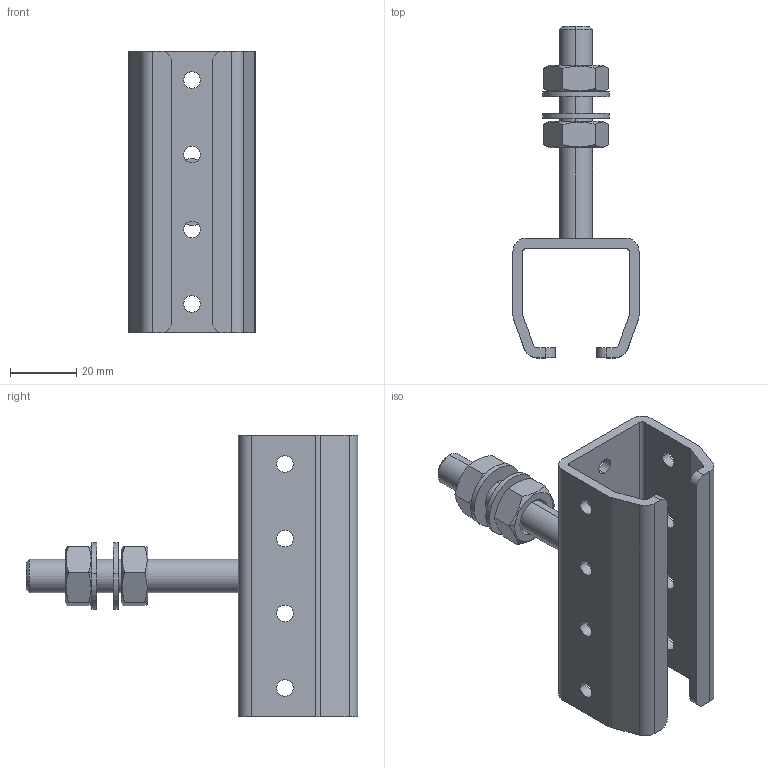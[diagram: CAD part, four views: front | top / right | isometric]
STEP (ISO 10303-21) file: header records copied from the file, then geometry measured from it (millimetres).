
FILE_DESCRIPTION (( 'STEP AP203' ), '1' );
FILE_NAME ('1.21.B11.STEP', '2017-02-10T13:47:43', ( '' ), ( '' ), 'SwSTEP 2.0', 'SolidWorks 2016', '' );
FILE_SCHEMA (( 'CONFIG_CONTROL_DESIGN' ));
Length unit declared in the file: millimetre
Products named in the file (1): 1.21.B11
Bounding box: 38 x 100 x 85 mm (x, y, z)
Volume: 36872.6 mm3; surface area: 26226 mm2
Topology: 6 solids, 6 shells, 132 faces, 350 edges, 230 vertices
Faces by surface type: cylinder 68, plane 40, cone 18, bspline 6
Entity records: 11027 total; most frequent: CARTESIAN_POINT 7713, ORIENTED_EDGE 700, DIRECTION 642, EDGE_CURVE 350, AXIS2_PLACEMENT_3D 249, VERTEX_POINT 230, EDGE_LOOP 164, VECTOR 144
